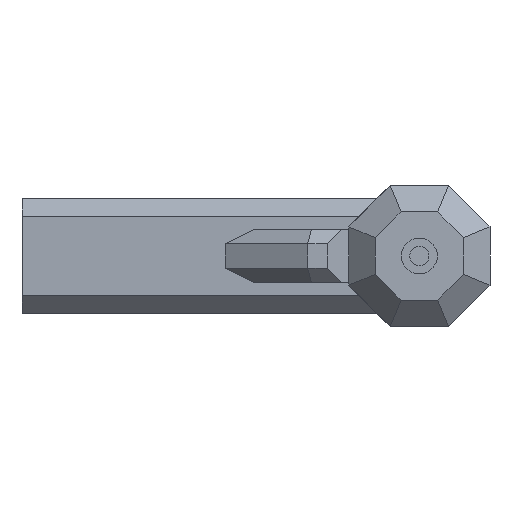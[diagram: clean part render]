
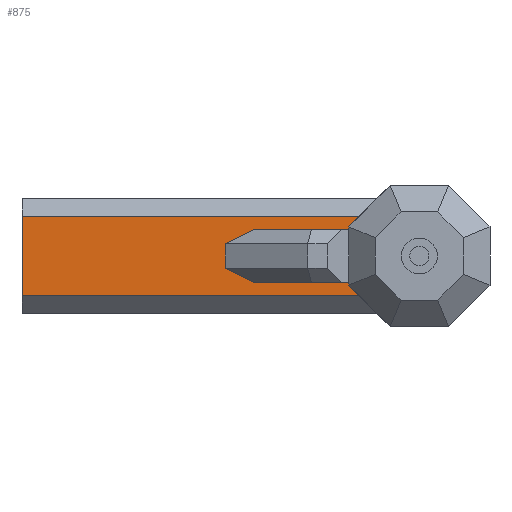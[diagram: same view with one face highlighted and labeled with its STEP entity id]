
A CAD part, left-side view. The second image highlights one B-rep face of the part: STEP entity #875.
In plain terms, the highlighted planar face has unit normal (-1, 0, 0).
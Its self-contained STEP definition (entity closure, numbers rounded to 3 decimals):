
#3 = CARTESIAN_POINT ( 'NONE',  ( -12.25, 4., 0. ) ) ;
#9 = VERTEX_POINT ( 'NONE', #1200 ) ;
#201 = VECTOR ( 'NONE', #2624, 1000. ) ;
#253 = LINE ( 'NONE', #935, #2509 ) ;
#278 = DIRECTION ( 'NONE',  ( 0., -1., 0. ) ) ;
#299 = CARTESIAN_POINT ( 'NONE',  ( -12.25, 0., 1.5 ) ) ;
#352 = VECTOR ( 'NONE', #2296, 1000. ) ;
#384 = ORIENTED_EDGE ( 'NONE', *, *, #1365, .T. ) ;
#409 = VECTOR ( 'NONE', #1620, 1000. ) ;
#423 = EDGE_CURVE ( 'NONE', #1538, #2131, #519, .T. ) ;
#429 = DIRECTION ( 'NONE',  ( 0., -1., 0. ) ) ;
#460 = VECTOR ( 'NONE', #790, 1000. ) ;
#466 = LINE ( 'NONE', #2370, #201 ) ;
#471 = VECTOR ( 'NONE', #578, 1000. ) ;
#519 = LINE ( 'NONE', #3, #2810 ) ;
#529 = EDGE_CURVE ( 'NONE', #680, #1717, #1954, .T. ) ;
#548 = CARTESIAN_POINT ( 'NONE',  ( -12.25, 9.4, 1.5 ) ) ;
#578 = DIRECTION ( 'NONE',  ( 0., 0.707, 0.707 ) ) ;
#645 = VERTEX_POINT ( 'NONE', #3014 ) ;
#662 = ORIENTED_EDGE ( 'NONE', *, *, #1198, .T. ) ;
#680 = VERTEX_POINT ( 'NONE', #2540 ) ;
#733 = VERTEX_POINT ( 'NONE', #946 ) ;
#784 = LINE ( 'NONE', #299, #1153 ) ;
#786 = CARTESIAN_POINT ( 'NONE',  ( -12.25, 22.5, -2.25 ) ) ;
#790 = DIRECTION ( 'NONE',  ( 0., 0.894, 0.447 ) ) ;
#822 = ORIENTED_EDGE ( 'NONE', *, *, #1008, .T. ) ;
#829 = LINE ( 'NONE', #1574, #352 ) ;
#855 = EDGE_LOOP ( 'NONE', ( #967, #1210, #2444, #2100, #384, #1354, #822, #2781, #2225, #662, #2872, #1184 ) ) ;
#870 = VERTEX_POINT ( 'NONE', #1692 ) ;
#875 = ADVANCED_FACE ( 'NONE', ( #2094 ), #1610, .T. ) ;
#897 = DIRECTION ( 'NONE',  ( 0., -1., 0. ) ) ;
#935 = CARTESIAN_POINT ( 'NONE',  ( -12.25, 0., -1.5 ) ) ;
#946 = CARTESIAN_POINT ( 'NONE',  ( -12.25, 3.407, 2.25 ) ) ;
#949 = DIRECTION ( 'NONE',  ( 0., 0., 1. ) ) ;
#967 = ORIENTED_EDGE ( 'NONE', *, *, #3020, .F. ) ;
#971 = CARTESIAN_POINT ( 'NONE',  ( -12.25, 8.004, 2.198 ) ) ;
#1002 = AXIS2_PLACEMENT_3D ( 'NONE', #2640, #2556, #1383 ) ;
#1008 = EDGE_CURVE ( 'NONE', #1128, #1829, #829, .T. ) ;
#1026 = LINE ( 'NONE', #2724, #471 ) ;
#1032 = CARTESIAN_POINT ( 'NONE',  ( -12.25, 11., 0.7 ) ) ;
#1064 = VECTOR ( 'NONE', #2368, 1000. ) ;
#1128 = VERTEX_POINT ( 'NONE', #2252 ) ;
#1153 = VECTOR ( 'NONE', #278, 1000. ) ;
#1168 = LINE ( 'NONE', #2567, #409 ) ;
#1184 = ORIENTED_EDGE ( 'NONE', *, *, #529, .T. ) ;
#1189 = EDGE_CURVE ( 'NONE', #1128, #733, #1687, .T. ) ;
#1193 = CARTESIAN_POINT ( 'NONE',  ( -12.25, 4., 1.5 ) ) ;
#1198 = EDGE_CURVE ( 'NONE', #870, #9, #1168, .T. ) ;
#1200 = CARTESIAN_POINT ( 'NONE',  ( -12.25, 4., -1.5 ) ) ;
#1210 = ORIENTED_EDGE ( 'NONE', *, *, #2056, .T. ) ;
#1220 = VECTOR ( 'NONE', #2232, 1000. ) ;
#1253 = CARTESIAN_POINT ( 'NONE',  ( -12.25, 14.078, -8.422 ) ) ;
#1259 = CARTESIAN_POINT ( 'NONE',  ( -12.25, 22.5, -2.25 ) ) ;
#1264 = VECTOR ( 'NONE', #897, 1000. ) ;
#1301 = CARTESIAN_POINT ( 'NONE',  ( -12.25, 4., 1.657 ) ) ;
#1354 = ORIENTED_EDGE ( 'NONE', *, *, #1189, .F. ) ;
#1365 = EDGE_CURVE ( 'NONE', #2131, #733, #2183, .T. ) ;
#1383 = DIRECTION ( 'NONE',  ( 0., 0., 1. ) ) ;
#1538 = VERTEX_POINT ( 'NONE', #1193 ) ;
#1574 = CARTESIAN_POINT ( 'NONE',  ( -12.25, 22.5, 0. ) ) ;
#1610 = PLANE ( 'NONE',  #1002 ) ;
#1620 = DIRECTION ( 'NONE',  ( 0., 0., 1. ) ) ;
#1647 = EDGE_CURVE ( 'NONE', #1829, #645, #3085, .T. ) ;
#1687 = LINE ( 'NONE', #2103, #2254 ) ;
#1692 = CARTESIAN_POINT ( 'NONE',  ( -12.25, 4., -1.657 ) ) ;
#1717 = VERTEX_POINT ( 'NONE', #2212 ) ;
#1770 = CARTESIAN_POINT ( 'NONE',  ( -12.25, 8.644, -1.878 ) ) ;
#1829 = VERTEX_POINT ( 'NONE', #786 ) ;
#1954 = LINE ( 'NONE', #1770, #460 ) ;
#2056 = EDGE_CURVE ( 'NONE', #2741, #2240, #2650, .T. ) ;
#2094 = FACE_OUTER_BOUND ( 'NONE', #855, .T. ) ;
#2100 = ORIENTED_EDGE ( 'NONE', *, *, #423, .T. ) ;
#2103 = CARTESIAN_POINT ( 'NONE',  ( -12.25, 22.5, 2.25 ) ) ;
#2131 = VERTEX_POINT ( 'NONE', #1301 ) ;
#2158 = EDGE_CURVE ( 'NONE', #645, #870, #1026, .T. ) ;
#2183 = LINE ( 'NONE', #1253, #1220 ) ;
#2212 = CARTESIAN_POINT ( 'NONE',  ( -12.25, 11., -0.7 ) ) ;
#2225 = ORIENTED_EDGE ( 'NONE', *, *, #2158, .T. ) ;
#2232 = DIRECTION ( 'NONE',  ( 0., -0.707, 0.707 ) ) ;
#2240 = VERTEX_POINT ( 'NONE', #548 ) ;
#2252 = CARTESIAN_POINT ( 'NONE',  ( -12.25, 22.5, 2.25 ) ) ;
#2254 = VECTOR ( 'NONE', #429, 1000. ) ;
#2296 = DIRECTION ( 'NONE',  ( 0., 0., -1. ) ) ;
#2368 = DIRECTION ( 'NONE',  ( 0., -0.894, 0.447 ) ) ;
#2370 = CARTESIAN_POINT ( 'NONE',  ( -12.25, 11., 1.5 ) ) ;
#2444 = ORIENTED_EDGE ( 'NONE', *, *, #3027, .T. ) ;
#2509 = VECTOR ( 'NONE', #2645, 1000. ) ;
#2522 = EDGE_CURVE ( 'NONE', #680, #9, #253, .T. ) ;
#2540 = CARTESIAN_POINT ( 'NONE',  ( -12.25, 9.4, -1.5 ) ) ;
#2556 = DIRECTION ( 'NONE',  ( -1., 0., 0. ) ) ;
#2567 = CARTESIAN_POINT ( 'NONE',  ( -12.25, 4., 0. ) ) ;
#2624 = DIRECTION ( 'NONE',  ( 0., 0., -1. ) ) ;
#2640 = CARTESIAN_POINT ( 'NONE',  ( -12.25, 22.5, 0. ) ) ;
#2645 = DIRECTION ( 'NONE',  ( 0., -1., 0. ) ) ;
#2650 = LINE ( 'NONE', #971, #1064 ) ;
#2724 = CARTESIAN_POINT ( 'NONE',  ( -12.25, 14.078, 8.422 ) ) ;
#2741 = VERTEX_POINT ( 'NONE', #1032 ) ;
#2781 = ORIENTED_EDGE ( 'NONE', *, *, #1647, .T. ) ;
#2810 = VECTOR ( 'NONE', #949, 1000. ) ;
#2872 = ORIENTED_EDGE ( 'NONE', *, *, #2522, .F. ) ;
#3014 = CARTESIAN_POINT ( 'NONE',  ( -12.25, 3.407, -2.25 ) ) ;
#3020 = EDGE_CURVE ( 'NONE', #2741, #1717, #466, .T. ) ;
#3027 = EDGE_CURVE ( 'NONE', #2240, #1538, #784, .T. ) ;
#3085 = LINE ( 'NONE', #1259, #1264 ) ;
